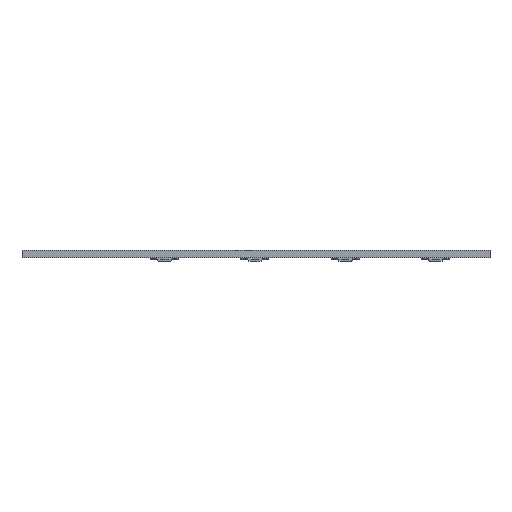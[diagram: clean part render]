
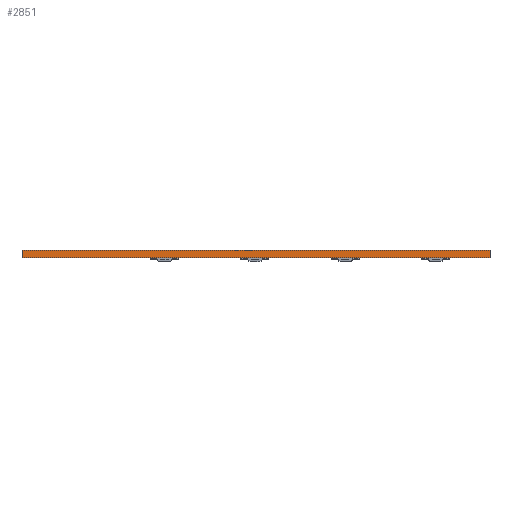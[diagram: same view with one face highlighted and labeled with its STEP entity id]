
A CAD part, front view. The second image highlights one B-rep face of the part: STEP entity #2851.
In plain terms, the highlighted planar face has unit normal (0, -1, 0).
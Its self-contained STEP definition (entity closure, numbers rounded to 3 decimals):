
#2851 = ADVANCED_FACE('',(#2852),#2886,.T.);
#2852 = FACE_BOUND('',#2853,.T.);
#2853 = EDGE_LOOP('',(#2854,#2864,#2872,#2880));
#2854 = ORIENTED_EDGE('',*,*,#2855,.T.);
#2855 = EDGE_CURVE('',#2856,#2858,#2860,.T.);
#2856 = VERTEX_POINT('',#2857);
#2857 = CARTESIAN_POINT('',(113.5,-96.5,0.));
#2858 = VERTEX_POINT('',#2859);
#2859 = CARTESIAN_POINT('',(113.5,-96.5,1.6));
#2860 = LINE('',#2861,#2862);
#2861 = CARTESIAN_POINT('',(113.5,-96.5,0.));
#2862 = VECTOR('',#2863,1.);
#2863 = DIRECTION('',(0.,0.,1.));
#2864 = ORIENTED_EDGE('',*,*,#2865,.T.);
#2865 = EDGE_CURVE('',#2858,#2866,#2868,.T.);
#2866 = VERTEX_POINT('',#2867);
#2867 = CARTESIAN_POINT('',(15.,-96.5,1.6));
#2868 = LINE('',#2869,#2870);
#2869 = CARTESIAN_POINT('',(113.5,-96.5,1.6));
#2870 = VECTOR('',#2871,1.);
#2871 = DIRECTION('',(-1.,0.,0.));
#2872 = ORIENTED_EDGE('',*,*,#2873,.F.);
#2873 = EDGE_CURVE('',#2874,#2866,#2876,.T.);
#2874 = VERTEX_POINT('',#2875);
#2875 = CARTESIAN_POINT('',(15.,-96.5,0.));
#2876 = LINE('',#2877,#2878);
#2877 = CARTESIAN_POINT('',(15.,-96.5,0.));
#2878 = VECTOR('',#2879,1.);
#2879 = DIRECTION('',(0.,0.,1.));
#2880 = ORIENTED_EDGE('',*,*,#2881,.F.);
#2881 = EDGE_CURVE('',#2856,#2874,#2882,.T.);
#2882 = LINE('',#2883,#2884);
#2883 = CARTESIAN_POINT('',(113.5,-96.5,0.));
#2884 = VECTOR('',#2885,1.);
#2885 = DIRECTION('',(-1.,0.,0.));
#2886 = PLANE('',#2887);
#2887 = AXIS2_PLACEMENT_3D('',#2888,#2889,#2890);
#2888 = CARTESIAN_POINT('',(113.5,-96.5,0.));
#2889 = DIRECTION('',(0.,-1.,0.));
#2890 = DIRECTION('',(-1.,0.,0.));
